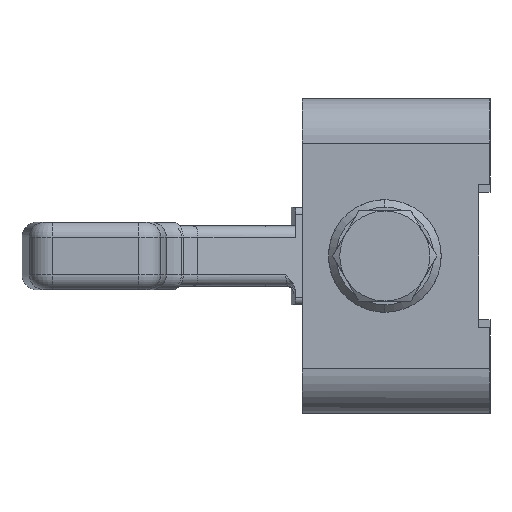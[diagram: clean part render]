
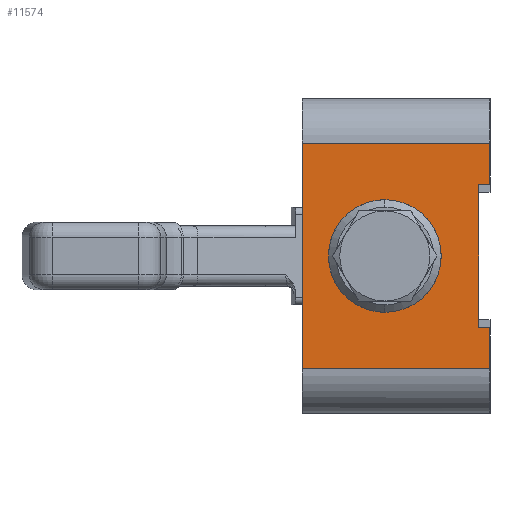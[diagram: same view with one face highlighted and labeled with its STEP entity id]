
A CAD part, left-side view. The second image highlights one B-rep face of the part: STEP entity #11574.
In plain terms, the highlighted planar face has unit normal (-1, 0, 0).
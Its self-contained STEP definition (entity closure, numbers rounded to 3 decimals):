
#65 = VERTEX_POINT ( 'NONE', #2071 ) ;
#104 = AXIS2_PLACEMENT_3D ( 'NONE', #11953, #12910, #6517 ) ;
#262 = VERTEX_POINT ( 'NONE', #641 ) ;
#492 = DIRECTION ( 'NONE',  ( 0., 0., -1. ) ) ;
#641 = CARTESIAN_POINT ( 'NONE',  ( -127., 1., 19. ) ) ;
#685 = VECTOR ( 'NONE', #5331, 1000. ) ;
#937 = CARTESIAN_POINT ( 'NONE',  ( -127., 1., 30. ) ) ;
#946 = CARTESIAN_POINT ( 'NONE',  ( -127., 51., 30. ) ) ;
#986 = DIRECTION ( 'NONE',  ( 1., 0., 0. ) ) ;
#1042 = DIRECTION ( 'NONE',  ( 0., 0., 1. ) ) ;
#1323 = VECTOR ( 'NONE', #3203, 1000. ) ;
#1478 = EDGE_CURVE ( 'NONE', #13815, #65, #10427, .T. ) ;
#1756 = DIRECTION ( 'NONE',  ( 0., 1., 0. ) ) ;
#1890 = ORIENTED_EDGE ( 'NONE', *, *, #7657, .T. ) ;
#1893 = VECTOR ( 'NONE', #1756, 1000. ) ;
#2071 = CARTESIAN_POINT ( 'NONE',  ( -127., 1., -19. ) ) ;
#2204 = ORIENTED_EDGE ( 'NONE', *, *, #2359, .F. ) ;
#2306 = EDGE_CURVE ( 'NONE', #3259, #4028, #3592, .T. ) ;
#2359 = EDGE_CURVE ( 'NONE', #12900, #13622, #5803, .T. ) ;
#2453 = AXIS2_PLACEMENT_3D ( 'NONE', #7503, #986, #8622 ) ;
#2581 = DIRECTION ( 'NONE',  ( 0., -1., 0. ) ) ;
#2680 = CARTESIAN_POINT ( 'NONE',  ( -127., 4., 19. ) ) ;
#2821 = EDGE_LOOP ( 'NONE', ( #6768, #7607 ) ) ;
#3203 = DIRECTION ( 'NONE',  ( 0., 0., 1. ) ) ;
#3247 = CARTESIAN_POINT ( 'NONE',  ( -127., 51., -42. ) ) ;
#3259 = VERTEX_POINT ( 'NONE', #2680 ) ;
#3592 = LINE ( 'NONE', #7415, #685 ) ;
#3771 = DIRECTION ( 'NONE',  ( 0., 0., 1. ) ) ;
#4028 = VERTEX_POINT ( 'NONE', #9044 ) ;
#4480 = VECTOR ( 'NONE', #2581, 1000. ) ;
#4504 = ORIENTED_EDGE ( 'NONE', *, *, #6813, .F. ) ;
#4674 = EDGE_CURVE ( 'NONE', #3259, #262, #9952, .T. ) ;
#5119 = FACE_OUTER_BOUND ( 'NONE', #7046, .T. ) ;
#5331 = DIRECTION ( 'NONE',  ( 0., 0., -1. ) ) ;
#5803 = LINE ( 'NONE', #3247, #11587 ) ;
#5881 = CARTESIAN_POINT ( 'NONE',  ( -127., 1., -42. ) ) ;
#6517 = DIRECTION ( 'NONE',  ( 0., 0., -1. ) ) ;
#6768 = ORIENTED_EDGE ( 'NONE', *, *, #10317, .T. ) ;
#6779 = LINE ( 'NONE', #12684, #12232 ) ;
#6813 = EDGE_CURVE ( 'NONE', #13815, #12900, #6779, .T. ) ;
#7015 = DIRECTION ( 'NONE',  ( 1., 0., 0. ) ) ;
#7046 = EDGE_LOOP ( 'NONE', ( #4504, #14080, #1890, #8748, #12081, #9429, #10659, #2204 ) ) ;
#7182 = DIRECTION ( 'NONE',  ( 0., 1., 0. ) ) ;
#7241 = VERTEX_POINT ( 'NONE', #937 ) ;
#7274 = DIRECTION ( 'NONE',  ( 0., 1., 0. ) ) ;
#7415 = CARTESIAN_POINT ( 'NONE',  ( -127., 4., -42. ) ) ;
#7441 = LINE ( 'NONE', #11906, #1323 ) ;
#7503 = CARTESIAN_POINT ( 'NONE',  ( -127., 29., 0. ) ) ;
#7521 = VECTOR ( 'NONE', #3771, 1000. ) ;
#7607 = ORIENTED_EDGE ( 'NONE', *, *, #8207, .T. ) ;
#7657 = EDGE_CURVE ( 'NONE', #65, #4028, #12205, .T. ) ;
#7690 = LINE ( 'NONE', #10483, #1893 ) ;
#8028 = FACE_BOUND ( 'NONE', #2821, .T. ) ;
#8207 = EDGE_CURVE ( 'NONE', #13194, #9330, #11014, .T. ) ;
#8253 = AXIS2_PLACEMENT_3D ( 'NONE', #13515, #7015, #492 ) ;
#8412 = CIRCLE ( 'NONE', #2453, 15. ) ;
#8622 = DIRECTION ( 'NONE',  ( 0., 0., -1. ) ) ;
#8748 = ORIENTED_EDGE ( 'NONE', *, *, #2306, .F. ) ;
#8770 = CARTESIAN_POINT ( 'NONE',  ( -127., 29., -15. ) ) ;
#9044 = CARTESIAN_POINT ( 'NONE',  ( -127., 4., -19. ) ) ;
#9330 = VERTEX_POINT ( 'NONE', #8770 ) ;
#9429 = ORIENTED_EDGE ( 'NONE', *, *, #13048, .T. ) ;
#9952 = LINE ( 'NONE', #10212, #4480 ) ;
#10212 = CARTESIAN_POINT ( 'NONE',  ( -127., 51., 19. ) ) ;
#10317 = EDGE_CURVE ( 'NONE', #9330, #13194, #8412, .T. ) ;
#10427 = LINE ( 'NONE', #5881, #7521 ) ;
#10429 = CARTESIAN_POINT ( 'NONE',  ( -127., 51., -19. ) ) ;
#10483 = CARTESIAN_POINT ( 'NONE',  ( -127., -102.961, 30. ) ) ;
#10659 = ORIENTED_EDGE ( 'NONE', *, *, #11387, .T. ) ;
#11014 = CIRCLE ( 'NONE', #8253, 15. ) ;
#11024 = CARTESIAN_POINT ( 'NONE',  ( -127., 29., 15. ) ) ;
#11387 = EDGE_CURVE ( 'NONE', #7241, #13622, #7690, .T. ) ;
#11574 = ADVANCED_FACE ( 'NONE', ( #8028, #5119 ), #13011, .F. ) ;
#11587 = VECTOR ( 'NONE', #1042, 1000. ) ;
#11867 = VECTOR ( 'NONE', #7182, 1000. ) ;
#11906 = CARTESIAN_POINT ( 'NONE',  ( -127., 1., -42. ) ) ;
#11953 = CARTESIAN_POINT ( 'NONE',  ( -127., 51., -42. ) ) ;
#12081 = ORIENTED_EDGE ( 'NONE', *, *, #4674, .T. ) ;
#12205 = LINE ( 'NONE', #10429, #11867 ) ;
#12218 = CARTESIAN_POINT ( 'NONE',  ( -127., 1., -30. ) ) ;
#12232 = VECTOR ( 'NONE', #7274, 1000. ) ;
#12684 = CARTESIAN_POINT ( 'NONE',  ( -127., -102.961, -30. ) ) ;
#12900 = VERTEX_POINT ( 'NONE', #13837 ) ;
#12910 = DIRECTION ( 'NONE',  ( 1., 0., 0. ) ) ;
#13011 = PLANE ( 'NONE',  #104 ) ;
#13048 = EDGE_CURVE ( 'NONE', #262, #7241, #7441, .T. ) ;
#13194 = VERTEX_POINT ( 'NONE', #11024 ) ;
#13515 = CARTESIAN_POINT ( 'NONE',  ( -127., 29., 0. ) ) ;
#13622 = VERTEX_POINT ( 'NONE', #946 ) ;
#13815 = VERTEX_POINT ( 'NONE', #12218 ) ;
#13837 = CARTESIAN_POINT ( 'NONE',  ( -127., 51., -30. ) ) ;
#14080 = ORIENTED_EDGE ( 'NONE', *, *, #1478, .T. ) ;
